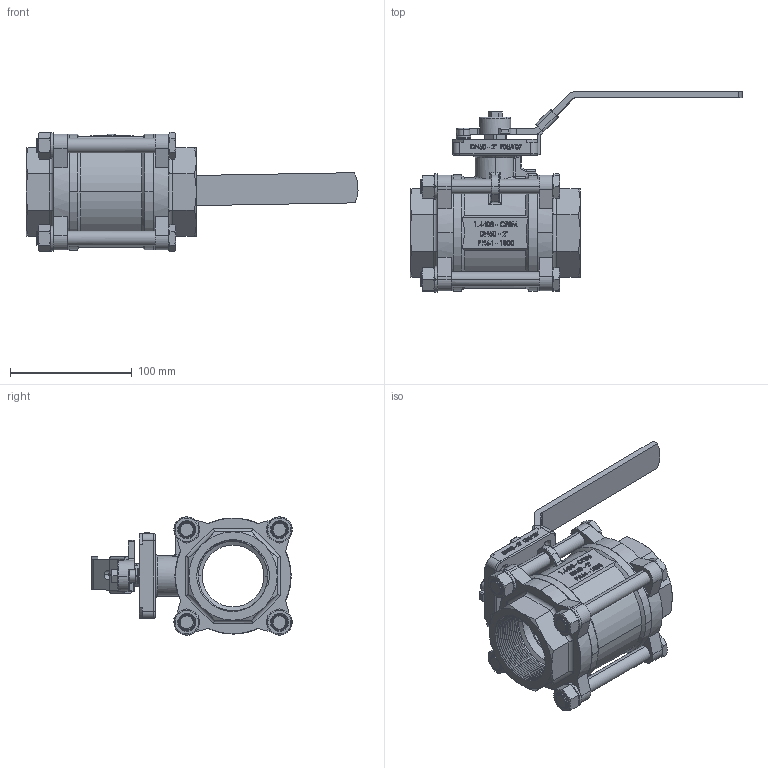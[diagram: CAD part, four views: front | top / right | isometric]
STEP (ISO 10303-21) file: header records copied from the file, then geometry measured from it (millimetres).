
FILE_DESCRIPTION (( 'STEP AP203' ), '1' );
FILE_NAME ('二吋.STEP', '2018-01-10T07:18:38', ( '' ), ( '' ), 'SwSTEP 2.0', 'SolidWorks 2014', '' );
FILE_SCHEMA (( 'CONFIG_CONTROL_DESIGN' ));
Length unit declared in the file: millimetre
Products named in the file (23): 二吋; G-B1DA540; T-34G08T0; F-25H03X1; G-34G2540; T-35H05C1; T-34G07G0; T-35H06C1; G-34G2740; T-34G07C0; G-34G1150; G-34H1840; G-25G3060; G-10G1940; C-34H016-S00; G-B3DA540; M-25G2140(掛鎖); G-10G2640; D-34H52X0; G-10B2640; M-25G2140; T-34G08G0; E-34G0461
Assembly tree (44 placements, depth 2):
  二吋
    C-34H016-S00
    D-34H52X0  x2
    E-34G0461
    F-25H03X1
    T-35H05C1  x2
    T-35H06C1  x2
    T-34G07C0
    G-34H1840  x4
    G-10G1940  x4
    G-10G2640  x4
    T-34G08G0
    T-34G08T0  x4
    G-34G2540  x5
    T-34G07G0  x2
    G-34G2740
    G-34G1150  x2
    G-25G3060
    M-25G2140(掛鎖)
    M-25G2140
    G-B1DA540
    G-B3DA540
    G-10B2640  x2
Bounding box: 272.83 x 164.72 x 98.09 mm (x, y, z)
Volume: 665054.8 mm3; surface area: 248055.9 mm2
Topology: 44 solids, 44 shells, 1881 faces, 4776 edges, 3002 vertices
Faces by surface type: cylinder 726, plane 604, bspline 257, cone 168, torus 85, sphere 41
Entity records: 66622 total; most frequent: CARTESIAN_POINT 35169, ORIENTED_EDGE 6514, DIRECTION 5035, EDGE_CURVE 3257, VERTEX_POINT 2102, AXIS2_PLACEMENT_3D 1711, LINE 1613, VECTOR 1613
